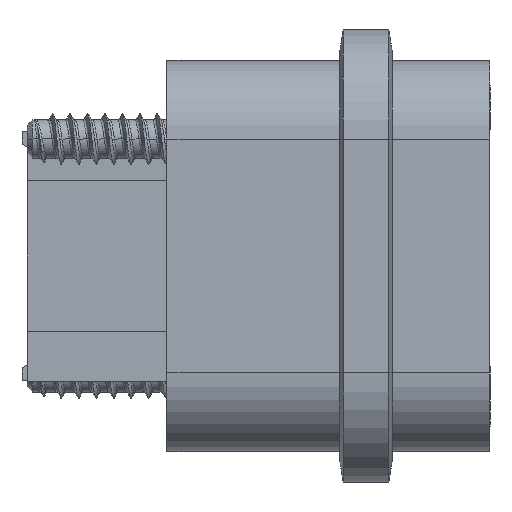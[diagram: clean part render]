
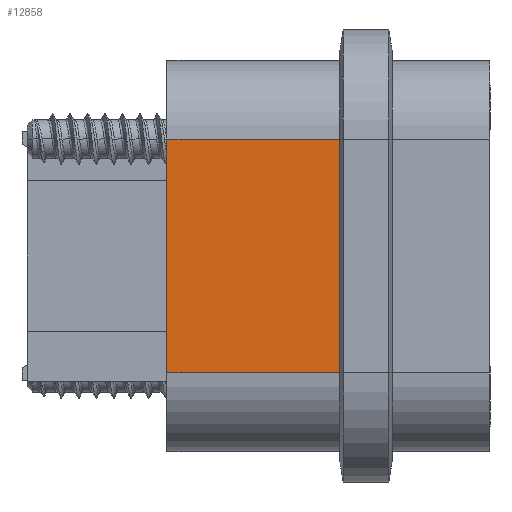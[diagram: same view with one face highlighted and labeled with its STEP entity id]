
A CAD part, left-side view. The second image highlights one B-rep face of the part: STEP entity #12858.
In plain terms, the highlighted planar face has unit normal (-1, 0, 0).
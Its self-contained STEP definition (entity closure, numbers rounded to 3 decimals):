
#72=DIRECTION('',(0.,1.,0.));
#73=VECTOR('',#72,9.9);
#74=CARTESIAN_POINT('',(-20.8,8.6,6.7));
#75=LINE('',#74,#73);
#80=DIRECTION('',(0.,0.,1.));
#81=VECTOR('',#80,13.4);
#82=CARTESIAN_POINT('',(-20.8,18.5,-6.7));
#83=LINE('',#82,#81);
#88=DIRECTION('',(0.,-1.,0.));
#89=VECTOR('',#88,9.9);
#90=CARTESIAN_POINT('',(-20.8,18.5,-6.7));
#91=LINE('',#90,#89);
#328=DIRECTION('',(0.,0.,1.));
#329=VECTOR('',#328,13.4);
#330=CARTESIAN_POINT('',(-20.8,8.6,-6.7));
#331=LINE('',#330,#329);
#10881=CARTESIAN_POINT('',(-20.8,18.5,-6.7));
#10882=CARTESIAN_POINT('',(-20.8,18.5,6.7));
#10883=VERTEX_POINT('',#10881);
#10884=VERTEX_POINT('',#10882);
#12155=CARTESIAN_POINT('',(-20.8,8.6,-6.7));
#12156=CARTESIAN_POINT('',(-20.8,8.6,6.7));
#12157=VERTEX_POINT('',#12155);
#12158=VERTEX_POINT('',#12156);
#12844=CARTESIAN_POINT('',(-20.8,0.,-11.2));
#12845=DIRECTION('',(-1.,0.,0.));
#12846=DIRECTION('',(0.,0.,1.));
#12847=AXIS2_PLACEMENT_3D('',#12844,#12845,#12846);
#12848=PLANE('',#12847);
#12850=ORIENTED_EDGE('',*,*,#12849,.F.);
#12852=ORIENTED_EDGE('',*,*,#12851,.T.);
#12853=ORIENTED_EDGE('',*,*,#12804,.F.);
#12855=ORIENTED_EDGE('',*,*,#12854,.F.);
#12856=EDGE_LOOP('',(#12850,#12852,#12853,#12855));
#12857=FACE_OUTER_BOUND('',#12856,.F.);
#12804=EDGE_CURVE('',#12158,#10884,#75,.T.);
#12849=EDGE_CURVE('',#10883,#12157,#91,.T.);
#12851=EDGE_CURVE('',#10883,#10884,#83,.T.);
#12854=EDGE_CURVE('',#12157,#12158,#331,.T.);
#12858=ADVANCED_FACE('',(#12857),#12848,.T.);
